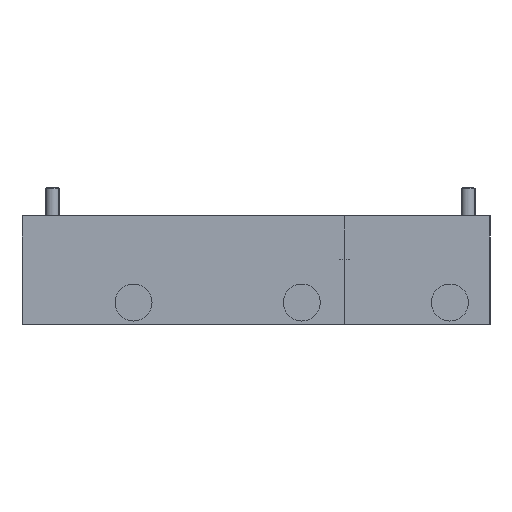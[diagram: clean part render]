
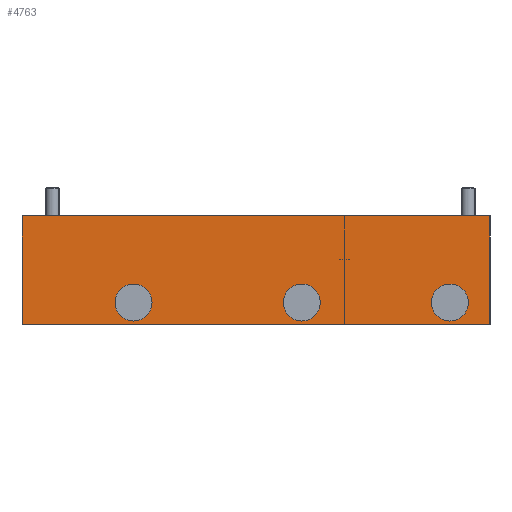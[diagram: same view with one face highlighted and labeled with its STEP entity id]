
A CAD part, left-side view. The second image highlights one B-rep face of the part: STEP entity #4763.
In plain terms, the highlighted planar face has unit normal (-1, 0, 0).
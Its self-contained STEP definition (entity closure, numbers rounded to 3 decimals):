
#122 = CARTESIAN_POINT ( 'NONE',  ( 0.254, 0., 31.75 ) ) ;
#493 = FACE_BOUND ( 'NONE', #577, .T. ) ;
#528 = DIRECTION ( 'NONE',  ( 1., 0., 0. ) ) ;
#565 = FACE_BOUND ( 'NONE', #3009, .T. ) ;
#577 = EDGE_LOOP ( 'NONE', ( #5057, #2703 ) ) ;
#622 = CARTESIAN_POINT ( 'NONE',  ( 0.254, 11.684, 6.477 ) ) ;
#651 = VECTOR ( 'NONE', #4913, 1000. ) ;
#809 = ORIENTED_EDGE ( 'NONE', *, *, #4559, .F. ) ;
#836 = EDGE_CURVE ( 'NONE', #4823, #2404, #2899, .T. ) ;
#954 = CARTESIAN_POINT ( 'NONE',  ( 0.254, 54.864, 6.477 ) ) ;
#972 = VERTEX_POINT ( 'NONE', #6949 ) ;
#1086 = CARTESIAN_POINT ( 'NONE',  ( 0.254, 136.398, 0. ) ) ;
#1126 = ORIENTED_EDGE ( 'NONE', *, *, #4751, .F. ) ;
#1265 = DIRECTION ( 'NONE',  ( 0., -1., 0. ) ) ;
#1331 = VERTEX_POINT ( 'NONE', #6507 ) ;
#1350 = CIRCLE ( 'NONE', #4753, 5.397 ) ;
#1568 = EDGE_CURVE ( 'NONE', #972, #6250, #4592, .T. ) ;
#1609 = AXIS2_PLACEMENT_3D ( 'NONE', #1086, #528, #4450 ) ;
#1706 = CARTESIAN_POINT ( 'NONE',  ( 0.254, 54.864, 6.477 ) ) ;
#1791 = CIRCLE ( 'NONE', #2956, 5.397 ) ;
#1799 = EDGE_CURVE ( 'NONE', #5164, #6192, #2835, .T. ) ;
#1920 = VERTEX_POINT ( 'NONE', #3844 ) ;
#2095 = DIRECTION ( 'NONE',  ( -1., 0., 0. ) ) ;
#2152 = DIRECTION ( 'NONE',  ( 0., 0., -1. ) ) ;
#2183 = FACE_BOUND ( 'NONE', #2382, .T. ) ;
#2315 = DIRECTION ( 'NONE',  ( 0., 0., 1. ) ) ;
#2382 = EDGE_LOOP ( 'NONE', ( #809, #3323 ) ) ;
#2404 = VERTEX_POINT ( 'NONE', #5590 ) ;
#2455 = CARTESIAN_POINT ( 'NONE',  ( 0.254, 54.864, 1.08 ) ) ;
#2476 = CARTESIAN_POINT ( 'NONE',  ( 0.254, 0., 0. ) ) ;
#2578 = VERTEX_POINT ( 'NONE', #4257 ) ;
#2703 = ORIENTED_EDGE ( 'NONE', *, *, #1799, .F. ) ;
#2732 = FACE_OUTER_BOUND ( 'NONE', #4632, .T. ) ;
#2835 = CIRCLE ( 'NONE', #6128, 5.397 ) ;
#2899 = LINE ( 'NONE', #122, #4856 ) ;
#2942 = CARTESIAN_POINT ( 'NONE',  ( 0.254, 136.398, 31.75 ) ) ;
#2956 = AXIS2_PLACEMENT_3D ( 'NONE', #6879, #5786, #2978 ) ;
#2978 = DIRECTION ( 'NONE',  ( 0., 0., -1. ) ) ;
#3000 = CARTESIAN_POINT ( 'NONE',  ( 0.254, 54.864, 11.874 ) ) ;
#3009 = EDGE_LOOP ( 'NONE', ( #1126, #6837 ) ) ;
#3213 = DIRECTION ( 'NONE',  ( 0., 1., 0. ) ) ;
#3323 = ORIENTED_EDGE ( 'NONE', *, *, #1568, .F. ) ;
#3350 = DIRECTION ( 'NONE',  ( 0., 0., -1. ) ) ;
#3446 = EDGE_CURVE ( 'NONE', #4862, #2404, #6996, .T. ) ;
#3507 = CARTESIAN_POINT ( 'NONE',  ( 0.254, 11.684, 1.08 ) ) ;
#3687 = LINE ( 'NONE', #5937, #651 ) ;
#3844 = CARTESIAN_POINT ( 'NONE',  ( 0.254, 136.398, 0. ) ) ;
#3923 = DIRECTION ( 'NONE',  ( -1., 0., 0. ) ) ;
#4022 = DIRECTION ( 'NONE',  ( -1., 0., 0. ) ) ;
#4060 = DIRECTION ( 'NONE',  ( 0., 0., -1. ) ) ;
#4076 = VECTOR ( 'NONE', #3213, 1000. ) ;
#4186 = CIRCLE ( 'NONE', #4898, 5.397 ) ;
#4239 = LINE ( 'NONE', #5400, #4076 ) ;
#4257 = CARTESIAN_POINT ( 'NONE',  ( 0.254, 103.886, 1.08 ) ) ;
#4312 = EDGE_CURVE ( 'NONE', #4862, #1920, #3687, .T. ) ;
#4450 = DIRECTION ( 'NONE',  ( 0., 1., 0. ) ) ;
#4559 = EDGE_CURVE ( 'NONE', #6250, #972, #4186, .T. ) ;
#4584 = DIRECTION ( 'NONE',  ( 0., 0., -1. ) ) ;
#4592 = CIRCLE ( 'NONE', #4841, 5.397 ) ;
#4632 = EDGE_LOOP ( 'NONE', ( #5611, #6529, #5744, #5857 ) ) ;
#4751 = EDGE_CURVE ( 'NONE', #2578, #1331, #5252, .T. ) ;
#4753 = AXIS2_PLACEMENT_3D ( 'NONE', #1706, #6051, #2152 ) ;
#4763 = ADVANCED_FACE ( 'NONE', ( #493, #2732, #565, #2183 ), #6119, .F. ) ;
#4784 = VECTOR ( 'NONE', #1265, 1000. ) ;
#4823 = VERTEX_POINT ( 'NONE', #2476 ) ;
#4841 = AXIS2_PLACEMENT_3D ( 'NONE', #5177, #4022, #4060 ) ;
#4856 = VECTOR ( 'NONE', #2315, 1000. ) ;
#4862 = VERTEX_POINT ( 'NONE', #6334 ) ;
#4898 = AXIS2_PLACEMENT_3D ( 'NONE', #622, #3923, #4584 ) ;
#4913 = DIRECTION ( 'NONE',  ( 0., 0., -1. ) ) ;
#5057 = ORIENTED_EDGE ( 'NONE', *, *, #6843, .F. ) ;
#5164 = VERTEX_POINT ( 'NONE', #3000 ) ;
#5177 = CARTESIAN_POINT ( 'NONE',  ( 0.254, 11.684, 6.477 ) ) ;
#5252 = CIRCLE ( 'NONE', #6886, 5.397 ) ;
#5400 = CARTESIAN_POINT ( 'NONE',  ( 0.254, 136.398, 0. ) ) ;
#5467 = DIRECTION ( 'NONE',  ( 0., 0., -1. ) ) ;
#5590 = CARTESIAN_POINT ( 'NONE',  ( 0.254, 0., 31.75 ) ) ;
#5611 = ORIENTED_EDGE ( 'NONE', *, *, #5681, .F. ) ;
#5681 = EDGE_CURVE ( 'NONE', #4823, #1920, #4239, .T. ) ;
#5744 = ORIENTED_EDGE ( 'NONE', *, *, #3446, .F. ) ;
#5786 = DIRECTION ( 'NONE',  ( -1., 0., 0. ) ) ;
#5857 = ORIENTED_EDGE ( 'NONE', *, *, #4312, .T. ) ;
#5937 = CARTESIAN_POINT ( 'NONE',  ( 0.254, 136.398, 31.75 ) ) ;
#6051 = DIRECTION ( 'NONE',  ( -1., 0., 0. ) ) ;
#6088 = DIRECTION ( 'NONE',  ( -1., 0., 0. ) ) ;
#6119 = PLANE ( 'NONE',  #1609 ) ;
#6128 = AXIS2_PLACEMENT_3D ( 'NONE', #954, #2095, #5467 ) ;
#6192 = VERTEX_POINT ( 'NONE', #2455 ) ;
#6250 = VERTEX_POINT ( 'NONE', #3507 ) ;
#6334 = CARTESIAN_POINT ( 'NONE',  ( 0.254, 136.398, 31.75 ) ) ;
#6507 = CARTESIAN_POINT ( 'NONE',  ( 0.254, 103.886, 11.874 ) ) ;
#6529 = ORIENTED_EDGE ( 'NONE', *, *, #836, .T. ) ;
#6837 = ORIENTED_EDGE ( 'NONE', *, *, #7097, .F. ) ;
#6843 = EDGE_CURVE ( 'NONE', #6192, #5164, #1350, .T. ) ;
#6879 = CARTESIAN_POINT ( 'NONE',  ( 0.254, 103.886, 6.477 ) ) ;
#6886 = AXIS2_PLACEMENT_3D ( 'NONE', #7222, #6088, #3350 ) ;
#6949 = CARTESIAN_POINT ( 'NONE',  ( 0.254, 11.684, 11.874 ) ) ;
#6996 = LINE ( 'NONE', #2942, #4784 ) ;
#7097 = EDGE_CURVE ( 'NONE', #1331, #2578, #1791, .T. ) ;
#7222 = CARTESIAN_POINT ( 'NONE',  ( 0.254, 103.886, 6.477 ) ) ;
